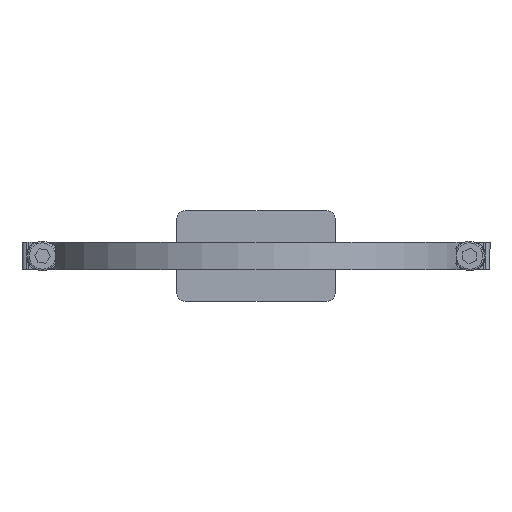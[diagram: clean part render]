
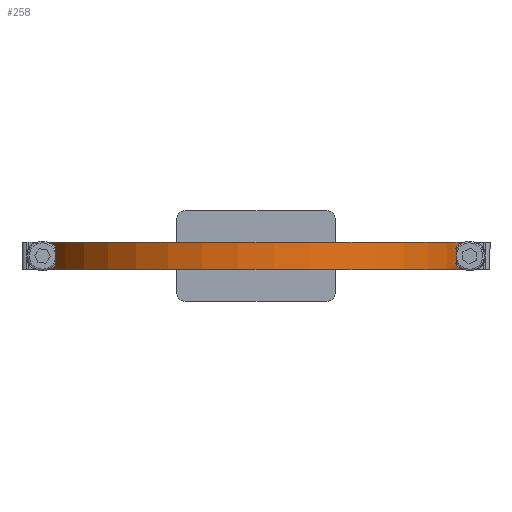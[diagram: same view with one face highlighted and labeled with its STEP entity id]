
A CAD part, front view. The second image highlights one B-rep face of the part: STEP entity #258.
In plain terms, the highlighted cylindrical face has radius 95 mm (diameter 190 mm), a partial arc.
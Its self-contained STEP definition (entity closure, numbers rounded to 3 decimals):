
#118 = CARTESIAN_POINT ( 'NONE',  ( 0., 0., 6. ) ) ;
#238 = CARTESIAN_POINT ( 'NONE',  ( -89.711, -31.272, 5.57 ) ) ;
#258 = ADVANCED_FACE ( 'NONE', ( #5779 ), #3129, .T. ) ;
#307 = VERTEX_POINT ( 'NONE', #565 ) ;
#310 = CARTESIAN_POINT ( 'NONE',  ( 90.047, -30.294, -5.806 ) ) ;
#382 = CARTESIAN_POINT ( 'NONE',  ( -90.369, -29.298, -6. ) ) ;
#514 = CARTESIAN_POINT ( 'NONE',  ( 89.195, -32.704, 5.119 ) ) ;
#526 = VERTEX_POINT ( 'NONE', #2322 ) ;
#565 = CARTESIAN_POINT ( 'NONE',  ( 88.318, -35., -4.122 ) ) ;
#583 = CARTESIAN_POINT ( 'NONE',  ( -88.318, -35., -6. ) ) ;
#619 = CIRCLE ( 'NONE', #3932, 95. ) ;
#667 = CARTESIAN_POINT ( 'NONE',  ( -88.318, -35., 4.122 ) ) ;
#939 = B_SPLINE_CURVE_WITH_KNOTS ( 'NONE', 3,
 ( #3969, #310, #5772, #3861, #1122, #5683, #1616, #1183 ),
 .UNSPECIFIED., .F., .F.,
 ( 4, 2, 2, 4 ),
 ( 0.014, 0.017, 0.019, 0.021 ),
 .UNSPECIFIED. ) ;
#950 = CARTESIAN_POINT ( 'NONE',  ( 89.021, -33.175, 4.952 ) ) ;
#1073 = DIRECTION ( 'NONE',  ( 0., 0., -1. ) ) ;
#1122 = CARTESIAN_POINT ( 'NONE',  ( 89.021, -33.173, -4.953 ) ) ;
#1164 = CARTESIAN_POINT ( 'NONE',  ( -90.369, -29.298, -6. ) ) ;
#1183 = CARTESIAN_POINT ( 'NONE',  ( 88.318, -35., -4.122 ) ) ;
#1232 = VERTEX_POINT ( 'NONE', #5163 ) ;
#1339 = DIRECTION ( 'NONE',  ( -1., 0., 0. ) ) ;
#1343 = ORIENTED_EDGE ( 'NONE', *, *, #4054, .T. ) ;
#1369 = ORIENTED_EDGE ( 'NONE', *, *, #1583, .T. ) ;
#1396 = CARTESIAN_POINT ( 'NONE',  ( 88.318, -35., 4.122 ) ) ;
#1462 = DIRECTION ( 'NONE',  ( 0., 0., -1. ) ) ;
#1556 = CIRCLE ( 'NONE', #4873, 95. ) ;
#1560 = B_SPLINE_CURVE_WITH_KNOTS ( 'NONE', 3,
 ( #1396, #5065, #1791, #950, #514, #2289, #4605, #4039 ),
 .UNSPECIFIED., .F., .F.,
 ( 4, 2, 2, 4 ),
 ( 0., 0.002, 0.003, 0.006 ),
 .UNSPECIFIED. ) ;
#1583 = EDGE_CURVE ( 'NONE', #3464, #526, #1556, .T. ) ;
#1591 = LINE ( 'NONE', #2056, #3265 ) ;
#1609 = ORIENTED_EDGE ( 'NONE', *, *, #2084, .F. ) ;
#1616 = CARTESIAN_POINT ( 'NONE',  ( 88.494, -34.555, -4.365 ) ) ;
#1633 = EDGE_CURVE ( 'NONE', #307, #1232, #1591, .T. ) ;
#1791 = CARTESIAN_POINT ( 'NONE',  ( 88.67, -34.1, 4.575 ) ) ;
#1971 = B_SPLINE_CURVE_WITH_KNOTS ( 'NONE', 3,
 ( #5615, #5753, #238, #5285, #4838, #4804, #3057, #667 ),
 .UNSPECIFIED., .F., .F.,
 ( 4, 2, 2, 4 ),
 ( 0.014, 0.017, 0.019, 0.021 ),
 .UNSPECIFIED. ) ;
#1998 = DIRECTION ( 'NONE',  ( 0., 0., -1. ) ) ;
#2031 = ORIENTED_EDGE ( 'NONE', *, *, #5223, .T. ) ;
#2056 = CARTESIAN_POINT ( 'NONE',  ( 88.318, -35., -6. ) ) ;
#2084 = EDGE_CURVE ( 'NONE', #2458, #4465, #619, .T. ) ;
#2289 = CARTESIAN_POINT ( 'NONE',  ( 89.711, -31.273, 5.57 ) ) ;
#2322 = CARTESIAN_POINT ( 'NONE',  ( -90.369, -29.298, 6. ) ) ;
#2422 = LINE ( 'NONE', #583, #2965 ) ;
#2458 = VERTEX_POINT ( 'NONE', #3035 ) ;
#2617 = CARTESIAN_POINT ( 'NONE',  ( -89.021, -33.175, -4.952 ) ) ;
#2768 = EDGE_LOOP ( 'NONE', ( #1369, #2031, #4862, #2892, #1609, #1343, #4075, #4722 ) ) ;
#2892 = ORIENTED_EDGE ( 'NONE', *, *, #5838, .T. ) ;
#2965 = VECTOR ( 'NONE', #1073, 1000. ) ;
#3035 = CARTESIAN_POINT ( 'NONE',  ( 90.369, -29.298, -6. ) ) ;
#3057 = CARTESIAN_POINT ( 'NONE',  ( -88.494, -34.555, 4.365 ) ) ;
#3093 = CARTESIAN_POINT ( 'NONE',  ( -88.318, -35., -4.122 ) ) ;
#3129 = CYLINDRICAL_SURFACE ( 'NONE', #5031, 95. ) ;
#3140 = CARTESIAN_POINT ( 'NONE',  ( -89.711, -31.273, -5.57 ) ) ;
#3265 = VECTOR ( 'NONE', #5657, 1000. ) ;
#3464 = VERTEX_POINT ( 'NONE', #5839 ) ;
#3474 = CARTESIAN_POINT ( 'NONE',  ( -89.195, -32.704, -5.119 ) ) ;
#3861 = CARTESIAN_POINT ( 'NONE',  ( 89.195, -32.702, -5.119 ) ) ;
#3932 = AXIS2_PLACEMENT_3D ( 'NONE', #5656, #1998, #5182 ) ;
#3969 = CARTESIAN_POINT ( 'NONE',  ( 90.369, -29.298, -6. ) ) ;
#4034 = CARTESIAN_POINT ( 'NONE',  ( 0., 0., -6. ) ) ;
#4039 = CARTESIAN_POINT ( 'NONE',  ( 90.369, -29.298, 6. ) ) ;
#4054 = EDGE_CURVE ( 'NONE', #2458, #307, #939, .T. ) ;
#4075 = ORIENTED_EDGE ( 'NONE', *, *, #1633, .T. ) ;
#4398 = CARTESIAN_POINT ( 'NONE',  ( -90.047, -30.293, -5.806 ) ) ;
#4465 = VERTEX_POINT ( 'NONE', #1164 ) ;
#4480 = CARTESIAN_POINT ( 'NONE',  ( -88.67, -34.1, -4.575 ) ) ;
#4510 = B_SPLINE_CURVE_WITH_KNOTS ( 'NONE', 3,
 ( #4837, #5410, #4480, #2617, #3474, #3140, #4398, #382 ),
 .UNSPECIFIED., .F., .F.,
 ( 4, 2, 2, 4 ),
 ( 0., 0.002, 0.003, 0.006 ),
 .UNSPECIFIED. ) ;
#4544 = CARTESIAN_POINT ( 'NONE',  ( -88.318, -35., 4.122 ) ) ;
#4605 = CARTESIAN_POINT ( 'NONE',  ( 90.047, -30.293, 5.806 ) ) ;
#4629 = EDGE_CURVE ( 'NONE', #1232, #3464, #1560, .T. ) ;
#4722 = ORIENTED_EDGE ( 'NONE', *, *, #4629, .T. ) ;
#4804 = CARTESIAN_POINT ( 'NONE',  ( -88.671, -34.099, 4.575 ) ) ;
#4837 = CARTESIAN_POINT ( 'NONE',  ( -88.318, -35., -4.122 ) ) ;
#4838 = CARTESIAN_POINT ( 'NONE',  ( -89.021, -33.173, 4.953 ) ) ;
#4862 = ORIENTED_EDGE ( 'NONE', *, *, #5147, .T. ) ;
#4866 = VERTEX_POINT ( 'NONE', #4544 ) ;
#4873 = AXIS2_PLACEMENT_3D ( 'NONE', #118, #1462, #5094 ) ;
#5015 = VERTEX_POINT ( 'NONE', #3093 ) ;
#5031 = AXIS2_PLACEMENT_3D ( 'NONE', #4034, #5861, #1339 ) ;
#5065 = CARTESIAN_POINT ( 'NONE',  ( 88.494, -34.555, 4.364 ) ) ;
#5094 = DIRECTION ( 'NONE',  ( 1., 0., 0. ) ) ;
#5147 = EDGE_CURVE ( 'NONE', #4866, #5015, #2422, .T. ) ;
#5163 = CARTESIAN_POINT ( 'NONE',  ( 88.318, -35., 4.122 ) ) ;
#5182 = DIRECTION ( 'NONE',  ( 1., 0., 0. ) ) ;
#5223 = EDGE_CURVE ( 'NONE', #526, #4866, #1971, .T. ) ;
#5285 = CARTESIAN_POINT ( 'NONE',  ( -89.195, -32.702, 5.119 ) ) ;
#5410 = CARTESIAN_POINT ( 'NONE',  ( -88.494, -34.555, -4.364 ) ) ;
#5615 = CARTESIAN_POINT ( 'NONE',  ( -90.369, -29.298, 6. ) ) ;
#5656 = CARTESIAN_POINT ( 'NONE',  ( 0., 0., -6. ) ) ;
#5657 = DIRECTION ( 'NONE',  ( 0., 0., 1. ) ) ;
#5683 = CARTESIAN_POINT ( 'NONE',  ( 88.671, -34.099, -4.575 ) ) ;
#5753 = CARTESIAN_POINT ( 'NONE',  ( -90.047, -30.294, 5.806 ) ) ;
#5772 = CARTESIAN_POINT ( 'NONE',  ( 89.711, -31.272, -5.57 ) ) ;
#5779 = FACE_OUTER_BOUND ( 'NONE', #2768, .T. ) ;
#5838 = EDGE_CURVE ( 'NONE', #5015, #4465, #4510, .T. ) ;
#5839 = CARTESIAN_POINT ( 'NONE',  ( 90.369, -29.298, 6. ) ) ;
#5861 = DIRECTION ( 'NONE',  ( 0., 0., 1. ) ) ;
